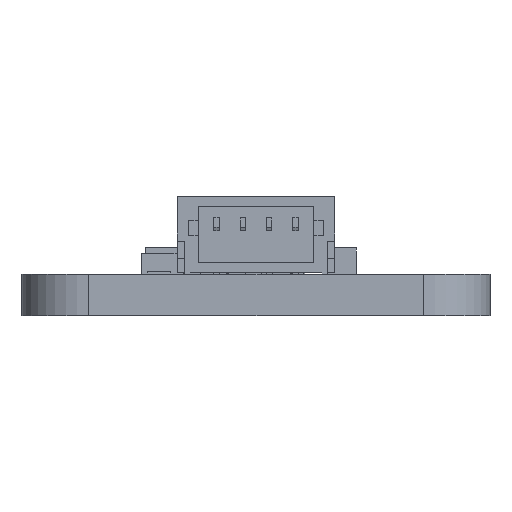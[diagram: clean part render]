
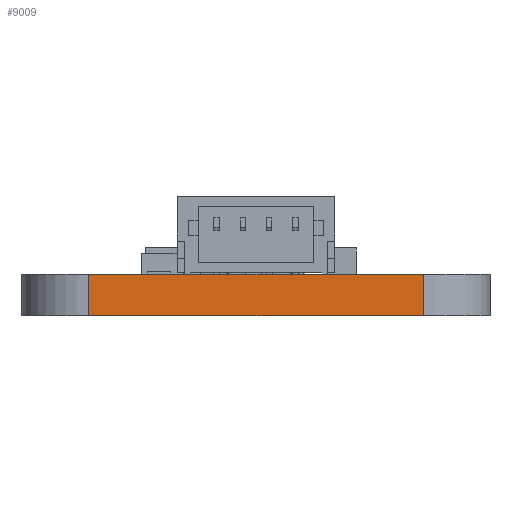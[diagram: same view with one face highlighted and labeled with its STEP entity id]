
A CAD part, left-side view. The second image highlights one B-rep face of the part: STEP entity #9009.
In plain terms, the highlighted planar face has unit normal (-1, 0, 0).
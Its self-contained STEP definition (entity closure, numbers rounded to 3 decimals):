
#169=PLANE('',#9670);
#583=FACE_OUTER_BOUND('',#1070,.T.);
#1070=EDGE_LOOP('',(#6131,#6132,#6133,#6134));
#1616=LINE('',#12936,#2693);
#1617=LINE('',#12939,#2694);
#1618=LINE('',#12941,#2695);
#1619=LINE('',#12942,#2696);
#2693=VECTOR('',#10489,10.);
#2694=VECTOR('',#10492,10.);
#2695=VECTOR('',#10493,10.);
#2696=VECTOR('',#10494,10.);
#3981=VERTEX_POINT('',#12932);
#3982=VERTEX_POINT('',#12934);
#3983=VERTEX_POINT('',#12938);
#3984=VERTEX_POINT('',#12940);
#4833=EDGE_CURVE('',#3981,#3982,#1616,.T.);
#4834=EDGE_CURVE('',#3983,#3981,#1617,.T.);
#4835=EDGE_CURVE('',#3984,#3982,#1618,.T.);
#4836=EDGE_CURVE('',#3983,#3984,#1619,.T.);
#6131=ORIENTED_EDGE('',*,*,#4834,.T.);
#6132=ORIENTED_EDGE('',*,*,#4833,.T.);
#6133=ORIENTED_EDGE('',*,*,#4835,.F.);
#6134=ORIENTED_EDGE('',*,*,#4836,.F.);
#9009=ADVANCED_FACE('',(#583),#169,.T.);
#9670=AXIS2_PLACEMENT_3D('',#12937,#10490,#10491);
#10489=DIRECTION('',(0.,0.,1.));
#10490=DIRECTION('center_axis',(-1.,0.,0.));
#10491=DIRECTION('ref_axis',(0.,-1.,0.));
#10492=DIRECTION('',(0.,-1.,0.));
#10493=DIRECTION('',(0.,-1.,0.));
#10494=DIRECTION('',(0.,0.,1.));
#12932=CARTESIAN_POINT('',(0.,2.54,0.));
#12934=CARTESIAN_POINT('',(0.,2.54,1.57));
#12936=CARTESIAN_POINT('',(0.,2.54,0.));
#12937=CARTESIAN_POINT('Origin',(0.,15.24,0.));
#12938=CARTESIAN_POINT('',(0.,15.24,0.));
#12939=CARTESIAN_POINT('',(0.,15.24,0.));
#12940=CARTESIAN_POINT('',(0.,15.24,1.57));
#12941=CARTESIAN_POINT('',(0.,15.24,1.57));
#12942=CARTESIAN_POINT('',(0.,15.24,0.));
